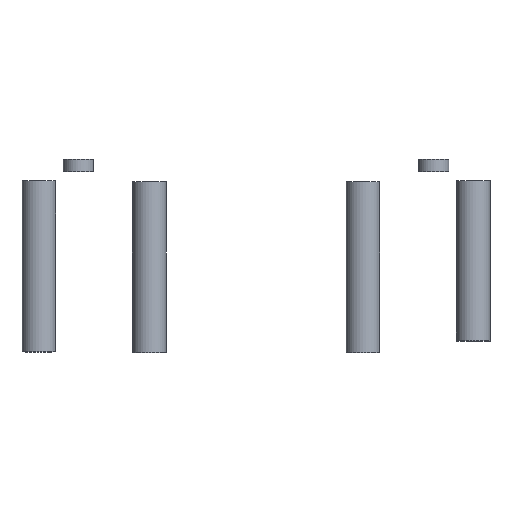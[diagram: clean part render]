
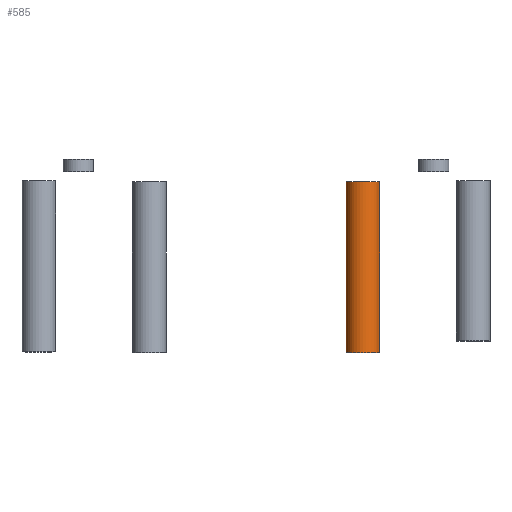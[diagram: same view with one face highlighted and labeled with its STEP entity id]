
A CAD part, top view. The second image highlights one B-rep face of the part: STEP entity #585.
In plain terms, the highlighted cylindrical face has radius 11 mm (diameter 22 mm), a full revolution.
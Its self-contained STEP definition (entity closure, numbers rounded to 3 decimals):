
#108=LINE('',#1169,#128);
#128=VECTOR('',#992,11.);
#148=CYLINDRICAL_SURFACE('',#791,11.);
#205=FACE_OUTER_BOUND('',#262,.T.);
#262=EDGE_LOOP('',(#513,#514,#515,#516));
#305=CIRCLE('',#790,11.);
#306=CIRCLE('',#792,11.);
#345=VERTEX_POINT('',#1164);
#346=VERTEX_POINT('',#1167);
#402=EDGE_CURVE('',#345,#345,#305,.T.);
#403=EDGE_CURVE('',#346,#346,#306,.T.);
#404=EDGE_CURVE('',#346,#345,#108,.T.);
#513=ORIENTED_EDGE('',*,*,#403,.F.);
#514=ORIENTED_EDGE('',*,*,#404,.T.);
#515=ORIENTED_EDGE('',*,*,#402,.F.);
#516=ORIENTED_EDGE('',*,*,#404,.F.);
#585=ADVANCED_FACE('',(#205),#148,.T.);
#790=AXIS2_PLACEMENT_3D('',#1165,#986,#987);
#791=AXIS2_PLACEMENT_3D('',#1166,#988,#989);
#792=AXIS2_PLACEMENT_3D('',#1168,#990,#991);
#986=DIRECTION('center_axis',(0.,-1.,-0.003));
#987=DIRECTION('ref_axis',(-1.,0.,0.));
#988=DIRECTION('center_axis',(0.,1.,0.003));
#989=DIRECTION('ref_axis',(-1.,0.,0.));
#990=DIRECTION('center_axis',(0.,1.,0.003));
#991=DIRECTION('ref_axis',(1.,0.,0.));
#992=DIRECTION('',(0.,-1.,-0.003));
#1164=CARTESIAN_POINT('',(80.879,7.154,-336.655));
#1165=CARTESIAN_POINT('Origin',(69.879,7.154,-336.655));
#1166=CARTESIAN_POINT('Origin',(69.879,18.154,-336.623));
#1167=CARTESIAN_POINT('',(80.879,119.154,-336.332));
#1168=CARTESIAN_POINT('Origin',(69.879,119.154,-336.332));
#1169=CARTESIAN_POINT('',(80.879,18.154,-336.623));
